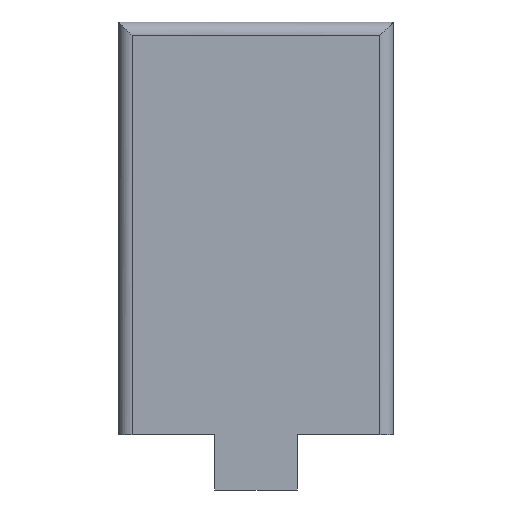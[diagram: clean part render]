
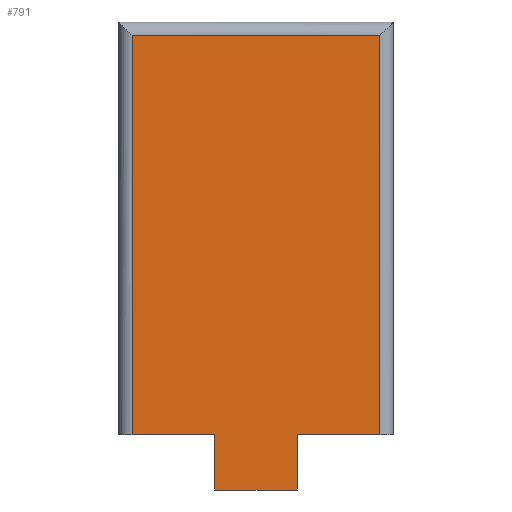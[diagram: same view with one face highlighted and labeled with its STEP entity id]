
A CAD part, left-side view. The second image highlights one B-rep face of the part: STEP entity #791.
In plain terms, the highlighted planar face has unit normal (-1, 0, 0).
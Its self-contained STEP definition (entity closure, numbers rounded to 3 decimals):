
#112=DIRECTION('',(0.,0.,-1.));
#113=VECTOR('',#112,14.5);
#114=CARTESIAN_POINT('',(-7.5,-4.5,-0.5));
#115=LINE('',#114,#113);
#119=DIRECTION('',(0.,0.,-1.));
#120=VECTOR('',#119,2.);
#121=CARTESIAN_POINT('',(-7.5,-1.5,-15.));
#122=LINE('',#121,#120);
#126=DIRECTION('',(0.,0.,-1.));
#127=VECTOR('',#126,14.5);
#128=CARTESIAN_POINT('',(-7.5,4.5,-0.5));
#129=LINE('',#128,#127);
#133=DIRECTION('',(0.,-1.,0.));
#134=VECTOR('',#133,9.);
#135=CARTESIAN_POINT('',(-7.5,4.5,-0.5));
#136=LINE('',#135,#134);
#224=DIRECTION('',(0.,-1.,0.));
#225=VECTOR('',#224,3.);
#226=CARTESIAN_POINT('',(-7.5,4.5,-15.));
#227=LINE('',#226,#225);
#252=DIRECTION('',(0.,-1.,0.));
#253=VECTOR('',#252,3.);
#254=CARTESIAN_POINT('',(-7.5,-1.5,-15.));
#255=LINE('',#254,#253);
#577=DIRECTION('',(0.,0.,-1.));
#578=VECTOR('',#577,2.);
#579=CARTESIAN_POINT('',(-7.5,1.5,-15.));
#580=LINE('',#579,#578);
#591=DIRECTION('',(0.,1.,0.));
#592=VECTOR('',#591,3.);
#593=CARTESIAN_POINT('',(-7.5,-1.5,-17.));
#594=LINE('',#593,#592);
#634=CARTESIAN_POINT('',(-7.5,1.5,-17.));
#636=VERTEX_POINT('',#634);
#640=CARTESIAN_POINT('',(-7.5,-1.5,-17.));
#641=VERTEX_POINT('',#640);
#642=CARTESIAN_POINT('',(-7.5,1.5,-15.));
#644=VERTEX_POINT('',#642);
#648=CARTESIAN_POINT('',(-7.5,-1.5,-15.));
#649=VERTEX_POINT('',#648);
#675=CARTESIAN_POINT('',(-7.5,-4.5,-15.));
#677=VERTEX_POINT('',#675);
#678=CARTESIAN_POINT('',(-7.5,-4.5,-0.5));
#679=VERTEX_POINT('',#678);
#682=CARTESIAN_POINT('',(-7.5,4.5,-0.5));
#683=VERTEX_POINT('',#682);
#686=CARTESIAN_POINT('',(-7.5,4.5,-15.));
#688=VERTEX_POINT('',#686);
#769=CARTESIAN_POINT('',(-7.5,5.,0.));
#770=DIRECTION('',(-1.,0.,0.));
#771=DIRECTION('',(0.,-1.,0.));
#772=AXIS2_PLACEMENT_3D('',#769,#770,#771);
#773=PLANE('',#772);
#775=ORIENTED_EDGE('',*,*,#774,.T.);
#777=ORIENTED_EDGE('',*,*,#776,.F.);
#779=ORIENTED_EDGE('',*,*,#778,.T.);
#781=ORIENTED_EDGE('',*,*,#780,.T.);
#783=ORIENTED_EDGE('',*,*,#782,.F.);
#785=ORIENTED_EDGE('',*,*,#784,.F.);
#787=ORIENTED_EDGE('',*,*,#786,.F.);
#788=ORIENTED_EDGE('',*,*,#759,.T.);
#789=EDGE_LOOP('',(#775,#777,#779,#781,#783,#785,#787,#788));
#790=FACE_OUTER_BOUND('',#789,.F.);
#791=ADVANCED_FACE('',(#790),#773,.T.);
#759=EDGE_CURVE('',#683,#679,#136,.T.);
#774=EDGE_CURVE('',#679,#677,#115,.T.);
#776=EDGE_CURVE('',#649,#677,#255,.T.);
#778=EDGE_CURVE('',#649,#641,#122,.T.);
#780=EDGE_CURVE('',#641,#636,#594,.T.);
#782=EDGE_CURVE('',#644,#636,#580,.T.);
#784=EDGE_CURVE('',#688,#644,#227,.T.);
#786=EDGE_CURVE('',#683,#688,#129,.T.);
